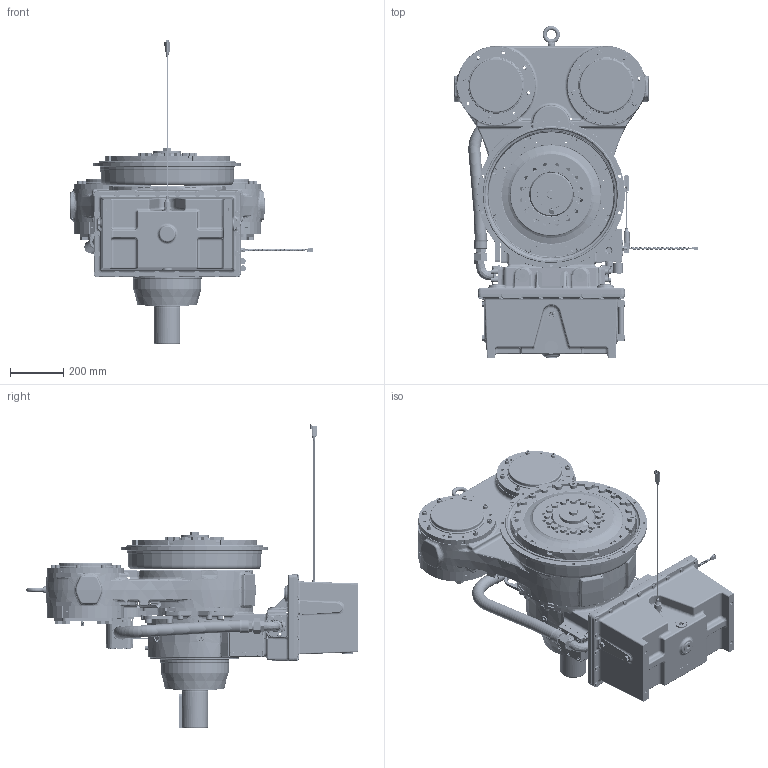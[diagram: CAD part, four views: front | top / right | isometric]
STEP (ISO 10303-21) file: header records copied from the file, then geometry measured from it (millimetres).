
FILE_DESCRIPTION (( 'STEP AP214' ), '1' );
FILE_NAME ('1029600E.step', '2021-03-23T20:14:38', ( 'TDI' ), ( 'Twin Disc Inc' ), 'SwSTEP 2.0', 'SolidWorks 2019', '' );
FILE_SCHEMA (( 'AUTOMOTIVE_DESIGN' ));
Length unit declared in the file: millimetre
Products named in the file (1): 1029600E
Bounding box: 915.08 x 1242.36 x 1134.48 mm (x, y, z)
Surface area: 4519663.1 mm2 (no closed solid volume)
Topology: 0 solids, 381 shells, 3778 faces, 14755 edges, 11023 vertices
Faces by surface type: plane 1728, cylinder 1065, bspline 412, cone 341, torus 162, sphere 70
Full cylindrical faces by diameter (mm): 2.54 x2, 2.794 x5, 5 x2, 5.7 x2, 8 x26, 8.5 x19, 9 x1, 10 x2, 10.2 x4, 10.4 x1, 11.112 x2, 11.906 x12, 12 x5, 12.025 x8, 12.5 x4, 13 x8, 14 x21, 15.875 x2, 16 x5, 16.662 x8, 16.667 x8, 16.8 x2, 17.5 x12, 18 x34, 18.771 x1, 19 x2, 19.05 x2, 20 x18, 20.574 x1, 21 x1
Entity records: 272917 total; most frequent: CARTESIAN_POINT 119677, DIRECTION 21417, ORIENTED_EDGE 20266, EDGE_CURVE 13940, VERTEX_POINT 10799, AXIS2_PLACEMENT_3D 7750, LINE 5917, VECTOR 5917
